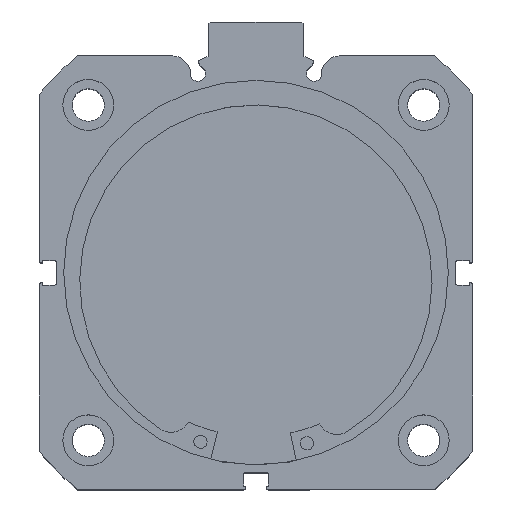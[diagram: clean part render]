
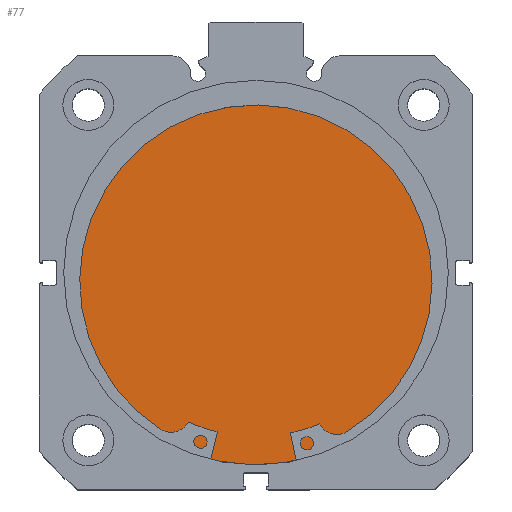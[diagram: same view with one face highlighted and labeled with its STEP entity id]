
A CAD part, top view. The second image highlights one B-rep face of the part: STEP entity #77.
In plain terms, the highlighted face is planar.
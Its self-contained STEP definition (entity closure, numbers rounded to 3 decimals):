
#77 = ADVANCED_FACE ( 'NONE', ( #5178 ), #6455, .F. ) ;
#760 = EDGE_LOOP ( 'NONE', ( #1054, #1055 ) ) ;
#1054 = ORIENTED_EDGE ( 'NONE', *, *, #4203, .F. ) ;
#1055 = ORIENTED_EDGE ( 'NONE', *, *, #4271, .F. ) ;
#2443 = CARTESIAN_POINT ( 'NONE',  ( 13., 0., 0. ) ) ;
#2449 = DIRECTION ( 'NONE',  ( -1., 0., 0. ) ) ;
#2450 = DIRECTION ( 'NONE',  ( 0., 0., 1. ) ) ;
#2635 = CARTESIAN_POINT ( 'NONE',  ( 13., 0., 0. ) ) ;
#2645 = DIRECTION ( 'NONE',  ( -1., 0., 0. ) ) ;
#2646 = DIRECTION ( 'NONE',  ( 0., 0., 1. ) ) ;
#2779 = CIRCLE ( 'NONE', #4806, 51. ) ;
#3486 = CARTESIAN_POINT ( 'NONE',  ( 13., 0., 51. ) ) ;
#3530 = CARTESIAN_POINT ( 'NONE',  ( 13., 0., -51. ) ) ;
#4203 = EDGE_CURVE ( 'NONE', #6227, #6296, #5944, .T. ) ;
#4271 = EDGE_CURVE ( 'NONE', #6296, #6227, #2779, .T. ) ;
#4477 = AXIS2_PLACEMENT_3D ( 'NONE', #6454, #6481, #6502 ) ;
#4774 = AXIS2_PLACEMENT_3D ( 'NONE', #2443, #2449, #2450 ) ;
#4806 = AXIS2_PLACEMENT_3D ( 'NONE', #2635, #2645, #2646 ) ;
#5178 = FACE_OUTER_BOUND ( 'NONE', #760, .T. ) ;
#5944 = CIRCLE ( 'NONE', #4774, 51. ) ;
#6227 = VERTEX_POINT ( 'NONE', #3486 ) ;
#6296 = VERTEX_POINT ( 'NONE', #3530 ) ;
#6454 = CARTESIAN_POINT ( 'NONE',  ( 13., 51., 0. ) ) ;
#6455 = PLANE ( 'NONE',  #4477 ) ;
#6481 = DIRECTION ( 'NONE',  ( -1., 0., 0. ) ) ;
#6502 = DIRECTION ( 'NONE',  ( 0., 0., 1. ) ) ;
